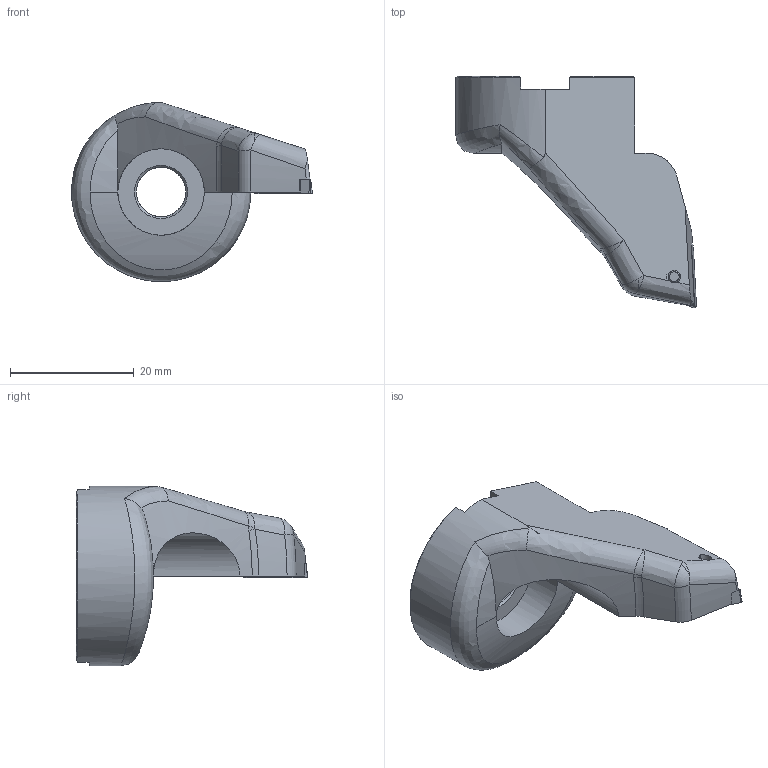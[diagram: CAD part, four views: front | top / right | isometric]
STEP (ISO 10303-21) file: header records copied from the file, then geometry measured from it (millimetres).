
FILE_DESCRIPTION(('no description'),'unknown implementation level');
FILE_NAME('2CE1309F-CACA-415A-B64C-9D20D8ABCC36_export.stp',' ',('CIMSOURCE GmbH'),('CADClick - KiM GmbH - www.kimweb.de'),'unknown preprocess','ACIS','unknown authorization');
FILE_SCHEMA(('automotive_design'));
Length unit declared in the file: millimetre
Products named in the file (3): 626.163 Kaiser ENH 63 TC11 118-150|655.383 Kaiser TCGT 110204 K10C;Kombinieren1; 626.163 Kaiser ENH 63 TC11 118-150|694.122 Kaiser ETL M2.5x6.5 T7 IP 10S;Kreismuster1; 626.163 Kaiser ENH 63 TC11 118-150|626.163 Kaiser ENH 63 TC11 118-150;Verrundung5
Bounding box: 39 x 37.5 x 29 mm (x, y, z)
Volume: 10096.1 mm3; surface area: 4226.6 mm2
Topology: 3 solids, 3 shells, 126 faces, 317 edges, 194 vertices
Faces by surface type: plane 40, cylinder 38, cone 30, torus 8, bspline 8, sphere 2
Entity records: 12485 total; most frequent: CARTESIAN_POINT 5862, DIRECTION 643, STYLED_ITEM 637, PRESENTATION_STYLE_ASSIGNMENT 637, COLOUR_RGB 637, ORIENTED_EDGE 628, EDGE_CURVE 314, CURVE_STYLE 314
